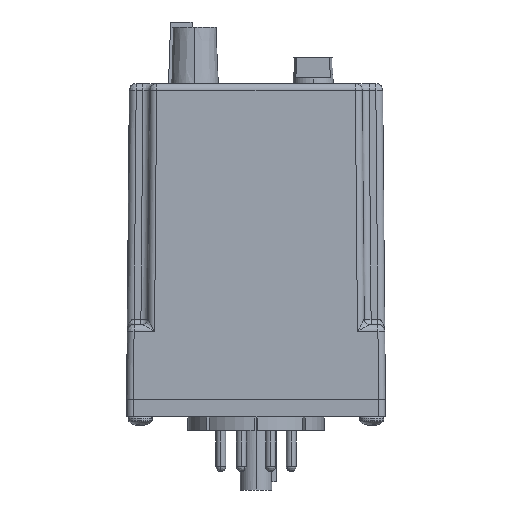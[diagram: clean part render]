
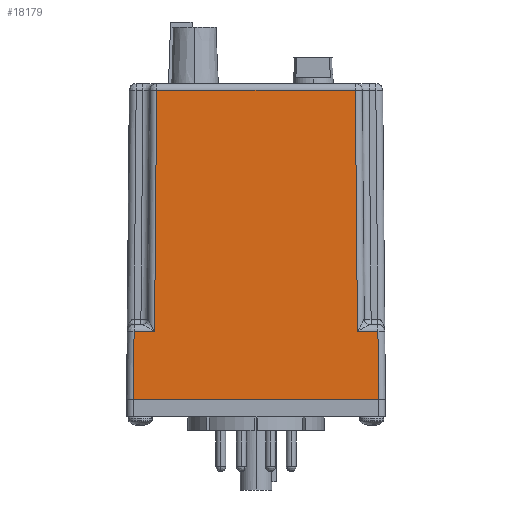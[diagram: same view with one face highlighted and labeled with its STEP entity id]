
A CAD part, left-side view. The second image highlights one B-rep face of the part: STEP entity #18179.
In plain terms, the highlighted planar face has unit normal (-1, 0, 0.009).
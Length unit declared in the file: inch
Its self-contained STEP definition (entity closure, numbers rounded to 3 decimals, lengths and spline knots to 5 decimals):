
#363 = LINE ( 'NONE', #591, #9988 ) ;
#500 = VECTOR ( 'NONE', #9264, 39.37008 ) ;
#591 = CARTESIAN_POINT ( 'NONE',  ( -0.86954, -1.1875, 0.62555 ) ) ;
#1282 = LINE ( 'NONE', #11148, #500 ) ;
#1536 = VERTEX_POINT ( 'NONE', #4697 ) ;
#1593 = VECTOR ( 'NONE', #14531, 39.37008 ) ;
#1624 = EDGE_CURVE ( 'NONE', #16912, #12353, #363, .T. ) ;
#1778 = CARTESIAN_POINT ( 'NONE',  ( -0.86954, 1.11904, 0.62555 ) ) ;
#2320 = EDGE_CURVE ( 'NONE', #20388, #1536, #19680, .T. ) ;
#2421 = DIRECTION ( 'NONE',  ( 0., 1., 0. ) ) ;
#3231 = ORIENTED_EDGE ( 'NONE', *, *, #8978, .T. ) ;
#3511 = CARTESIAN_POINT ( 'NONE',  ( -0.86954, -1.11904, 0.62555 ) ) ;
#3698 = VERTEX_POINT ( 'NONE', #18370 ) ;
#4471 = DIRECTION ( 'NONE',  ( 0., -1., 0. ) ) ;
#4697 = CARTESIAN_POINT ( 'NONE',  ( -0.875, -1.1245, 0. ) ) ;
#4706 = CARTESIAN_POINT ( 'NONE',  ( -0.86954, 0.93104, 0.62555 ) ) ;
#4985 = DIRECTION ( 'NONE',  ( -0.009, 0.009, -1. ) ) ;
#5848 = ORIENTED_EDGE ( 'NONE', *, *, #1624, .T. ) ;
#6008 = DIRECTION ( 'NONE',  ( 0.009, 0.009, 1. ) ) ;
#6314 = VERTEX_POINT ( 'NONE', #20635 ) ;
#6703 = ORIENTED_EDGE ( 'NONE', *, *, #7117, .T. ) ;
#7117 = EDGE_CURVE ( 'NONE', #20627, #16912, #18653, .T. ) ;
#7318 = ORIENTED_EDGE ( 'NONE', *, *, #2320, .T. ) ;
#7793 = ORIENTED_EDGE ( 'NONE', *, *, #15297, .T. ) ;
#8089 = EDGE_CURVE ( 'NONE', #14307, #3698, #10745, .T. ) ;
#8978 = EDGE_CURVE ( 'NONE', #3698, #6314, #21231, .T. ) ;
#9264 = DIRECTION ( 'NONE',  ( 0.009, 0.009, 1. ) ) ;
#9267 = VECTOR ( 'NONE', #6008, 39.37008 ) ;
#9330 = CARTESIAN_POINT ( 'NONE',  ( -0.86954, -0.93104, 0.62555 ) ) ;
#9969 = DIRECTION ( 'NONE',  ( 0., 1., 0. ) ) ;
#9988 = VECTOR ( 'NONE', #13910, 39.37008 ) ;
#10745 = LINE ( 'NONE', #20982, #12090 ) ;
#11148 = CARTESIAN_POINT ( 'NONE',  ( -0.875, -1.1245, 0. ) ) ;
#12090 = VECTOR ( 'NONE', #2421, 39.37008 ) ;
#12353 = VERTEX_POINT ( 'NONE', #1778 ) ;
#12484 = CARTESIAN_POINT ( 'NONE',  ( -0.85024, 0.91174, 2.83755 ) ) ;
#12531 = VECTOR ( 'NONE', #4471, 39.37008 ) ;
#12894 = CARTESIAN_POINT ( 'NONE',  ( -0.875, -1.1875, 0. ) ) ;
#13113 = CARTESIAN_POINT ( 'NONE',  ( -0.875, -1.1875, 0. ) ) ;
#13417 = CARTESIAN_POINT ( 'NONE',  ( -0.85024, 0.91174, 2.83755 ) ) ;
#13910 = DIRECTION ( 'NONE',  ( 0., 1., 0. ) ) ;
#14307 = VERTEX_POINT ( 'NONE', #3511 ) ;
#14531 = DIRECTION ( 'NONE',  ( -0.009, 0.009, -1. ) ) ;
#14936 = CARTESIAN_POINT ( 'NONE',  ( -0.875, 1.1245, 0. ) ) ;
#15079 = VECTOR ( 'NONE', #4985, 39.37008 ) ;
#15297 = EDGE_CURVE ( 'NONE', #6314, #20627, #19987, .T. ) ;
#16217 = CARTESIAN_POINT ( 'NONE',  ( -0.86954, 1.11904, 0.62555 ) ) ;
#16582 = FACE_OUTER_BOUND ( 'NONE', #21022, .T. ) ;
#16912 = VERTEX_POINT ( 'NONE', #4706 ) ;
#17773 = EDGE_CURVE ( 'NONE', #1536, #14307, #1282, .T. ) ;
#17879 = AXIS2_PLACEMENT_3D ( 'NONE', #13113, #21687, #18347 ) ;
#17908 = VECTOR ( 'NONE', #9969, 39.37008 ) ;
#18179 = ADVANCED_FACE ( 'NONE', ( #16582 ), #21573, .T. ) ;
#18318 = CARTESIAN_POINT ( 'NONE',  ( -0.85024, -1.1875, 2.83755 ) ) ;
#18347 = DIRECTION ( 'NONE',  ( 0.009, 0., 1. ) ) ;
#18368 = ORIENTED_EDGE ( 'NONE', *, *, #17773, .T. ) ;
#18370 = CARTESIAN_POINT ( 'NONE',  ( -0.86954, -0.93104, 0.62555 ) ) ;
#18481 = ORIENTED_EDGE ( 'NONE', *, *, #8089, .T. ) ;
#18653 = LINE ( 'NONE', #13417, #15079 ) ;
#19330 = LINE ( 'NONE', #16217, #1593 ) ;
#19680 = LINE ( 'NONE', #12894, #12531 ) ;
#19766 = EDGE_CURVE ( 'NONE', #12353, #20388, #19330, .T. ) ;
#19987 = LINE ( 'NONE', #18318, #17908 ) ;
#20388 = VERTEX_POINT ( 'NONE', #14936 ) ;
#20627 = VERTEX_POINT ( 'NONE', #12484 ) ;
#20635 = CARTESIAN_POINT ( 'NONE',  ( -0.85024, -0.91174, 2.83755 ) ) ;
#20688 = ORIENTED_EDGE ( 'NONE', *, *, #19766, .T. ) ;
#20982 = CARTESIAN_POINT ( 'NONE',  ( -0.86954, -1.1875, 0.62555 ) ) ;
#21022 = EDGE_LOOP ( 'NONE', ( #3231, #7793, #6703, #5848, #20688, #7318, #18368, #18481 ) ) ;
#21231 = LINE ( 'NONE', #9330, #9267 ) ;
#21573 = PLANE ( 'NONE',  #17879 ) ;
#21687 = DIRECTION ( 'NONE',  ( -1., 0., 0.009 ) ) ;
